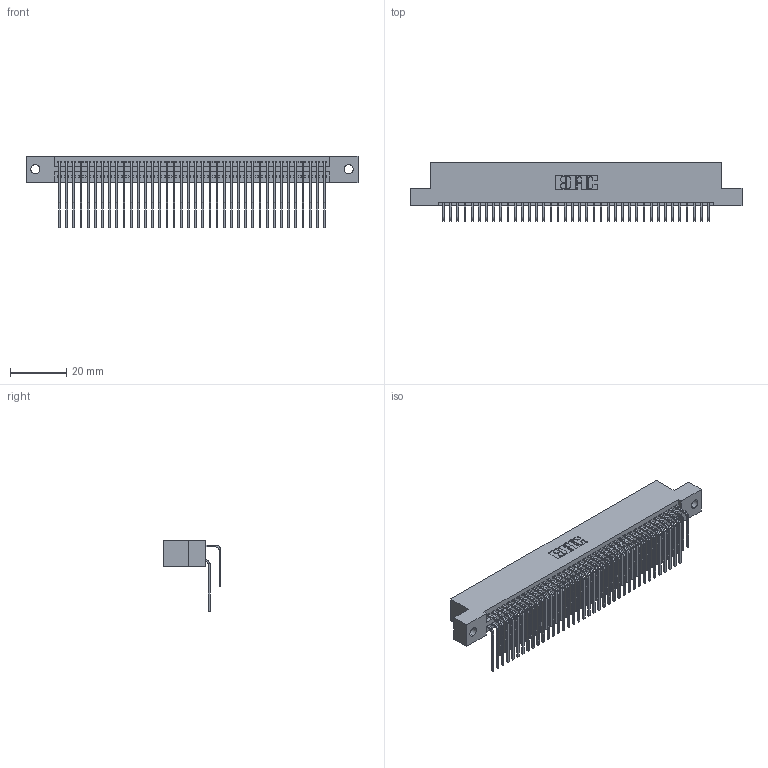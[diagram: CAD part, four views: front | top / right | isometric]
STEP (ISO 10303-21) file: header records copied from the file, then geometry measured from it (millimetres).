
FILE_DESCRIPTION (( 'STEP AP203' ), '1' );
FILE_NAME ('345-076-559-202.STEP', '2019-10-31T13:55:03', ( '' ), ( '' ), 'SwSTEP 2.0', 'SolidWorks 2016', '' );
FILE_SCHEMA (( 'CONFIG_CONTROL_DESIGN' ));
Length unit declared in the file: inch
Products named in the file (4): 345-292-001_558 559 Tail - 1; 345-076-559-202; 345-292-001_559 Tail - 2; 345 Part_Flush Mounting Lugs - 0.128 Dia
Assembly tree (77 placements, depth 2):
  345-076-559-202
    345 Part_Flush Mounting Lugs - 0.128 Dia
    345-292-001_558 559 Tail - 1  x38
    345-292-001_559 Tail - 2  x38
Bounding box: 117.73 x 20.56 x 25.53 mm (x, y, z)
Volume: 11800.9 mm3; surface area: 19155.2 mm2
Topology: 77 solids, 77 shells, 4078 faces, 12121 edges, 7978 vertices
Faces by surface type: plane 2740, cylinder 1338
Entity records: 32009 total; most frequent: CARTESIAN_POINT 5415, ORIENTED_EDGE 5298, DIRECTION 4753, EDGE_CURVE 2649, VECTOR 2325, LINE 2325, VERTEX_POINT 1762, AXIS2_PLACEMENT_3D 1214
